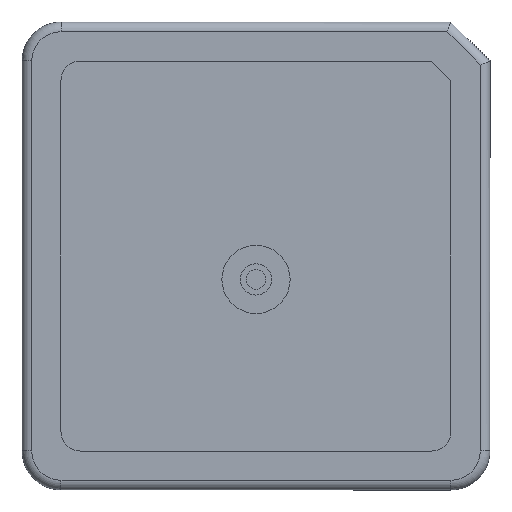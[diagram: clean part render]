
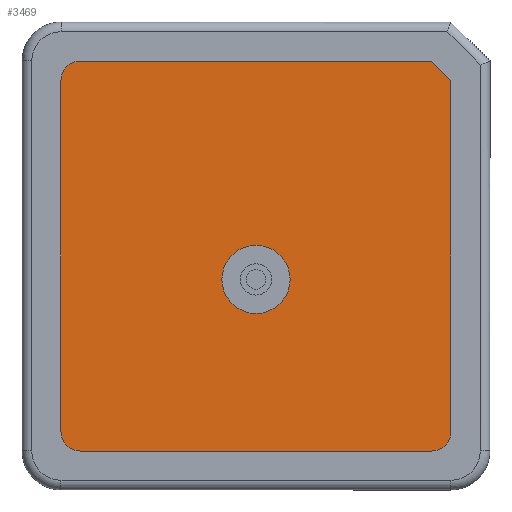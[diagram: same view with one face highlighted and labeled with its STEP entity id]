
A CAD part, front view. The second image highlights one B-rep face of the part: STEP entity #3469.
In plain terms, the highlighted planar face has unit normal (0, -1, 0).
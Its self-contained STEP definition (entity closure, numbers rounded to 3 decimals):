
#202 = DIRECTION ( 'NONE',  ( -1., 0., 0. ) ) ;
#207 = DIRECTION ( 'NONE',  ( 0., 0., -1. ) ) ;
#211 = CARTESIAN_POINT ( 'NONE',  ( -5., -2., 4.5 ) ) ;
#212 = CARTESIAN_POINT ( 'NONE',  ( 0., -2., -0.6 ) ) ;
#213 = DIRECTION ( 'NONE',  ( 0., -1., 0. ) ) ;
#214 = DIRECTION ( 'NONE',  ( 0., 0., -1. ) ) ;
#215 = CARTESIAN_POINT ( 'NONE',  ( -4.5, -2., 5. ) ) ;
#216 = CARTESIAN_POINT ( 'NONE',  ( -4.5, -2., -5. ) ) ;
#217 = DIRECTION ( 'NONE',  ( 1., 0., 0. ) ) ;
#218 = CARTESIAN_POINT ( 'NONE',  ( -4.5, -2., 4.5 ) ) ;
#219 = DIRECTION ( 'NONE',  ( 0., -1., 0. ) ) ;
#220 = DIRECTION ( 'NONE',  ( 0., 0., -1. ) ) ;
#221 = CARTESIAN_POINT ( 'NONE',  ( 4.5, -2., 5. ) ) ;
#222 = DIRECTION ( 'NONE',  ( -0.707, 0., 0.707 ) ) ;
#223 = CARTESIAN_POINT ( 'NONE',  ( 5., -2., 4.5 ) ) ;
#224 = DIRECTION ( 'NONE',  ( 0., 0., 1. ) ) ;
#227 = CARTESIAN_POINT ( 'NONE',  ( 4.5, -2., -4.5 ) ) ;
#228 = DIRECTION ( 'NONE',  ( 0., -1., 0. ) ) ;
#229 = DIRECTION ( 'NONE',  ( 0., 0., -1. ) ) ;
#231 = CARTESIAN_POINT ( 'NONE',  ( -4.5, -2., -4.5 ) ) ;
#232 = DIRECTION ( 'NONE',  ( 0., -1., 0. ) ) ;
#233 = DIRECTION ( 'NONE',  ( 0., 0., -1. ) ) ;
#240 = CARTESIAN_POINT ( 'NONE',  ( 0., -2., -0.6 ) ) ;
#241 = DIRECTION ( 'NONE',  ( 0., -1., 0. ) ) ;
#242 = DIRECTION ( 'NONE',  ( 0., 0., -1. ) ) ;
#1428 = CARTESIAN_POINT ( 'NONE',  ( 5., -2., 4.5 ) ) ;
#1430 = CARTESIAN_POINT ( 'NONE',  ( -4.5, -2., 5. ) ) ;
#1451 = CARTESIAN_POINT ( 'NONE',  ( -5., -2., 4.5 ) ) ;
#1452 = CARTESIAN_POINT ( 'NONE',  ( 4.5, -2., 5. ) ) ;
#1453 = CARTESIAN_POINT ( 'NONE',  ( 5., -2., -4.5 ) ) ;
#1454 = CARTESIAN_POINT ( 'NONE',  ( 4.5, -2., -5. ) ) ;
#1457 = CARTESIAN_POINT ( 'NONE',  ( -4.5, -2., -5. ) ) ;
#1461 = CARTESIAN_POINT ( 'NONE',  ( 0., -2., 0.275 ) ) ;
#1462 = CARTESIAN_POINT ( 'NONE',  ( -5., -2., -4.5 ) ) ;
#1464 = CARTESIAN_POINT ( 'NONE',  ( 0., -2., -1.475 ) ) ;
#2569 = FACE_OUTER_BOUND ( 'NONE', #6613, .T. ) ;
#2573 = FACE_BOUND ( 'NONE', #6616, .T. ) ;
#3389 = ORIENTED_EDGE ( 'NONE', *, *, #8773, .F. ) ;
#3390 = ORIENTED_EDGE ( 'NONE', *, *, #8784, .F. ) ;
#3391 = ORIENTED_EDGE ( 'NONE', *, *, #8774, .T. ) ;
#3392 = ORIENTED_EDGE ( 'NONE', *, *, #8775, .T. ) ;
#3393 = ORIENTED_EDGE ( 'NONE', *, *, #8776, .T. ) ;
#3394 = ORIENTED_EDGE ( 'NONE', *, *, #8777, .T. ) ;
#3395 = ORIENTED_EDGE ( 'NONE', *, *, #8778, .T. ) ;
#3396 = ORIENTED_EDGE ( 'NONE', *, *, #8779, .T. ) ;
#3397 = ORIENTED_EDGE ( 'NONE', *, *, #8780, .T. ) ;
#3398 = ORIENTED_EDGE ( 'NONE', *, *, #8781, .T. ) ;
#3469 = ADVANCED_FACE ( 'NONE', ( #2569, #2573 ), #8407, .T. ) ;
#5340 = LINE ( 'NONE', #211, #5345 ) ;
#5342 = CIRCLE ( 'NONE', #7333, 0.875 ) ;
#5343 = CIRCLE ( 'NONE', #7334, 0.5 ) ;
#5345 = VECTOR ( 'NONE', #207, 1000. ) ;
#5346 = LINE ( 'NONE', #215, #5348 ) ;
#5347 = LINE ( 'NONE', #221, #5350 ) ;
#5348 = VECTOR ( 'NONE', #202, 1000. ) ;
#5349 = LINE ( 'NONE', #223, #5352 ) ;
#5350 = VECTOR ( 'NONE', #222, 1000. ) ;
#5351 = CIRCLE ( 'NONE', #7335, 0.5 ) ;
#5352 = VECTOR ( 'NONE', #224, 1000. ) ;
#5353 = LINE ( 'NONE', #216, #5355 ) ;
#5354 = CIRCLE ( 'NONE', #7336, 0.5 ) ;
#5355 = VECTOR ( 'NONE', #217, 1000. ) ;
#5359 = CIRCLE ( 'NONE', #7338, 0.875 ) ;
#6613 = EDGE_LOOP ( 'NONE', ( #3398, #3397, #3396, #3395, #3394, #3393, #3392, #3391 ) ) ;
#6616 = EDGE_LOOP ( 'NONE', ( #3390, #3389 ) ) ;
#7333 = AXIS2_PLACEMENT_3D ( 'NONE', #212, #213, #214 ) ;
#7334 = AXIS2_PLACEMENT_3D ( 'NONE', #218, #219, #220 ) ;
#7335 = AXIS2_PLACEMENT_3D ( 'NONE', #227, #228, #229 ) ;
#7336 = AXIS2_PLACEMENT_3D ( 'NONE', #231, #232, #233 ) ;
#7338 = AXIS2_PLACEMENT_3D ( 'NONE', #240, #241, #242 ) ;
#7416 = VERTEX_POINT ( 'NONE', #1451 ) ;
#7417 = VERTEX_POINT ( 'NONE', #1430 ) ;
#7418 = VERTEX_POINT ( 'NONE', #1452 ) ;
#7419 = VERTEX_POINT ( 'NONE', #1428 ) ;
#7420 = VERTEX_POINT ( 'NONE', #1453 ) ;
#7421 = VERTEX_POINT ( 'NONE', #1454 ) ;
#7424 = VERTEX_POINT ( 'NONE', #1457 ) ;
#7428 = VERTEX_POINT ( 'NONE', #1461 ) ;
#7429 = VERTEX_POINT ( 'NONE', #1462 ) ;
#7431 = VERTEX_POINT ( 'NONE', #1464 ) ;
#7792 = AXIS2_PLACEMENT_3D ( 'NONE', #8400, #8399, #8398 ) ;
#8398 = DIRECTION ( 'NONE',  ( 0., 0., -1. ) ) ;
#8399 = DIRECTION ( 'NONE',  ( 0., -1., 0. ) ) ;
#8400 = CARTESIAN_POINT ( 'NONE',  ( -4.5, -2., -4.5 ) ) ;
#8407 = PLANE ( 'NONE',  #7792 ) ;
#8773 = EDGE_CURVE ( 'NONE', #7431, #7428, #5342, .T. ) ;
#8774 = EDGE_CURVE ( 'NONE', #7416, #7429, #5340, .T. ) ;
#8775 = EDGE_CURVE ( 'NONE', #7417, #7416, #5343, .T. ) ;
#8776 = EDGE_CURVE ( 'NONE', #7418, #7417, #5346, .T. ) ;
#8777 = EDGE_CURVE ( 'NONE', #7419, #7418, #5347, .T. ) ;
#8778 = EDGE_CURVE ( 'NONE', #7420, #7419, #5349, .T. ) ;
#8779 = EDGE_CURVE ( 'NONE', #7421, #7420, #5351, .T. ) ;
#8780 = EDGE_CURVE ( 'NONE', #7424, #7421, #5353, .T. ) ;
#8781 = EDGE_CURVE ( 'NONE', #7429, #7424, #5354, .T. ) ;
#8784 = EDGE_CURVE ( 'NONE', #7428, #7431, #5359, .T. ) ;
